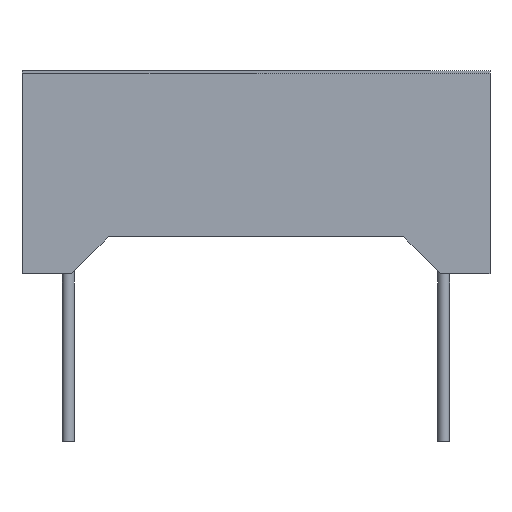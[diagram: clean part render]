
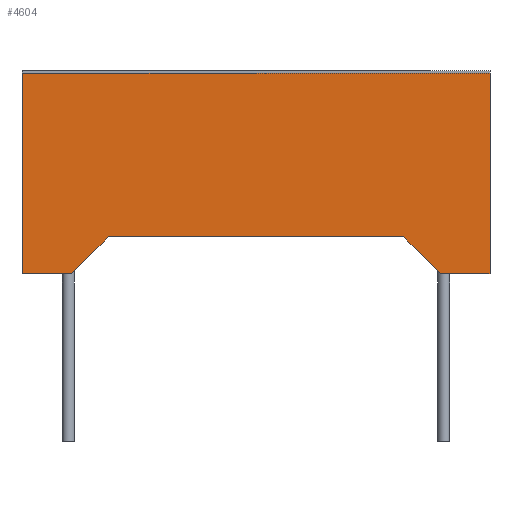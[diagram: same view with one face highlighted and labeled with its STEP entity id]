
A CAD part, front view. The second image highlights one B-rep face of the part: STEP entity #4604.
In plain terms, the highlighted planar face has unit normal (0, -1, 0).
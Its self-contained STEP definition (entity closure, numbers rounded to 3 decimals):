
#392=FACE_OUTER_BOUND('',#672,.T.);
#672=EDGE_LOOP('',(#3827,#3828,#3829,#3830,#3831,#3832,#3833,#3834));
#1300=LINE('',#7366,#1864);
#1303=LINE('',#7373,#1867);
#1310=LINE('',#7385,#1874);
#1313=LINE('',#7390,#1877);
#1314=LINE('',#7392,#1878);
#1315=LINE('',#7394,#1879);
#1316=LINE('',#7396,#1880);
#1317=LINE('',#7397,#1881);
#1864=VECTOR('',#6022,10.);
#1867=VECTOR('',#6027,10.);
#1874=VECTOR('',#6038,10.);
#1877=VECTOR('',#6043,10.);
#1878=VECTOR('',#6044,10.);
#1879=VECTOR('',#6045,10.);
#1880=VECTOR('',#6046,10.);
#1881=VECTOR('',#6047,10.);
#2269=VERTEX_POINT('',#7363);
#2270=VERTEX_POINT('',#7365);
#2271=VERTEX_POINT('',#7369);
#2273=VERTEX_POINT('',#7372);
#2277=VERTEX_POINT('',#7389);
#2278=VERTEX_POINT('',#7391);
#2279=VERTEX_POINT('',#7393);
#2280=VERTEX_POINT('',#7395);
#2856=EDGE_CURVE('',#2269,#2270,#1300,.T.);
#2859=EDGE_CURVE('',#2271,#2273,#1303,.T.);
#2866=EDGE_CURVE('',#2269,#2273,#1310,.T.);
#2869=EDGE_CURVE('',#2277,#2271,#1313,.T.);
#2870=EDGE_CURVE('',#2278,#2277,#1314,.T.);
#2871=EDGE_CURVE('',#2279,#2278,#1315,.T.);
#2872=EDGE_CURVE('',#2280,#2279,#1316,.T.);
#2873=EDGE_CURVE('',#2270,#2280,#1317,.T.);
#3827=ORIENTED_EDGE('',*,*,#2866,.T.);
#3828=ORIENTED_EDGE('',*,*,#2859,.F.);
#3829=ORIENTED_EDGE('',*,*,#2869,.F.);
#3830=ORIENTED_EDGE('',*,*,#2870,.F.);
#3831=ORIENTED_EDGE('',*,*,#2871,.F.);
#3832=ORIENTED_EDGE('',*,*,#2872,.F.);
#3833=ORIENTED_EDGE('',*,*,#2873,.F.);
#3834=ORIENTED_EDGE('',*,*,#2856,.F.);
#4344=PLANE('',#4953);
#4604=ADVANCED_FACE('',(#392),#4344,.T.);
#4953=AXIS2_PLACEMENT_3D('',#7388,#6041,#6042);
#6022=DIRECTION('',(-0.707,0.,-0.707));
#6027=DIRECTION('',(-0.707,0.,0.707));
#6038=DIRECTION('',(1.,0.,0.));
#6041=DIRECTION('center_axis',(0.,-1.,0.));
#6042=DIRECTION('ref_axis',(0.,0.,-1.));
#6043=DIRECTION('',(-1.,0.,0.));
#6044=DIRECTION('',(0.,0.,-1.));
#6045=DIRECTION('',(1.,0.,0.));
#6046=DIRECTION('',(0.,0.,1.));
#6047=DIRECTION('',(-1.,0.,0.));
#7363=CARTESIAN_POINT('',(-6.,-25.1,1.5));
#7365=CARTESIAN_POINT('',(-7.5,-25.1,0.));
#7366=CARTESIAN_POINT('',(-3.188,-25.1,4.313));
#7369=CARTESIAN_POINT('',(7.5,-25.1,0.));
#7372=CARTESIAN_POINT('',(6.,-25.1,1.5));
#7373=CARTESIAN_POINT('',(3.188,-25.1,4.313));
#7385=CARTESIAN_POINT('',(0.,-25.1,1.5));
#7388=CARTESIAN_POINT('Origin',(0.,-25.1,8.25));
#7389=CARTESIAN_POINT('',(9.5,-25.1,0.));
#7390=CARTESIAN_POINT('',(0.,-25.1,0.));
#7391=CARTESIAN_POINT('',(9.5,-25.1,8.15));
#7392=CARTESIAN_POINT('',(9.5,-25.1,8.25));
#7393=CARTESIAN_POINT('',(-9.5,-25.1,8.15));
#7394=CARTESIAN_POINT('',(0.,-25.1,8.15));
#7395=CARTESIAN_POINT('',(-9.5,-25.1,0.));
#7396=CARTESIAN_POINT('',(-9.5,-25.1,8.25));
#7397=CARTESIAN_POINT('',(0.,-25.1,0.));
